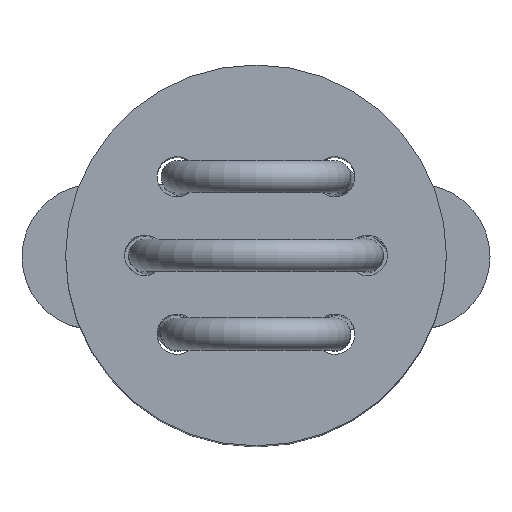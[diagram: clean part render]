
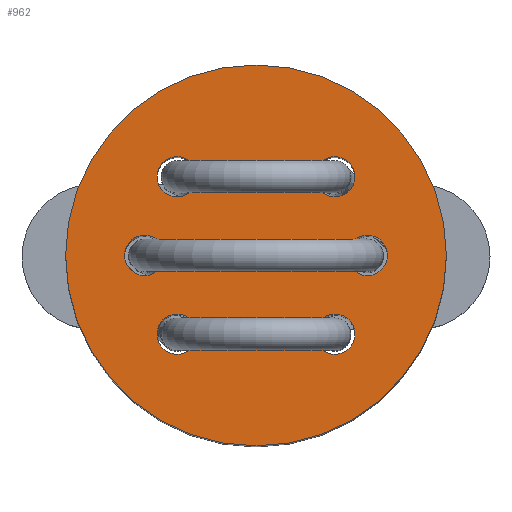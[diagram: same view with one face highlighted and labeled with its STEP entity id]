
A CAD part, top view. The second image highlights one B-rep face of the part: STEP entity #962.
In plain terms, the highlighted planar face has unit normal (0, 0, 1).
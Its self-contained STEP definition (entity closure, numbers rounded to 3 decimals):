
#798 = VERTEX_POINT('',#799);
#799 = CARTESIAN_POINT('',(1.076,1.015,13.904));
#805 = EDGE_CURVE('',#806,#798,#808,.T.);
#806 = VERTEX_POINT('',#807);
#807 = CARTESIAN_POINT('',(1.525,1.464,13.904));
#808 = CIRCLE('',#809,0.318);
#809 = AXIS2_PLACEMENT_3D('',#810,#811,#812);
#810 = CARTESIAN_POINT('',(1.301,1.239,13.904));
#811 = DIRECTION('',(0.,0.,1.));
#812 = DIRECTION('',(-0.707,-0.707,0.));
#814 = EDGE_CURVE('',#798,#806,#815,.T.);
#815 = CIRCLE('',#816,0.318);
#816 = AXIS2_PLACEMENT_3D('',#817,#818,#819);
#817 = CARTESIAN_POINT('',(1.301,1.239,13.904));
#818 = DIRECTION('',(0.,0.,1.));
#819 = DIRECTION('',(-0.707,-0.707,0.));
#931 = EDGE_CURVE('',#932,#934,#936,.T.);
#932 = VERTEX_POINT('',#933);
#933 = CARTESIAN_POINT('',(2.54,2.997,13.904));
#934 = VERTEX_POINT('',#935);
#935 = CARTESIAN_POINT('',(2.54,-2.997,13.904));
#936 = CIRCLE('',#937,2.997);
#937 = AXIS2_PLACEMENT_3D('',#938,#939,#940);
#938 = CARTESIAN_POINT('',(2.54,0.,13.904));
#939 = DIRECTION('',(0.,-0.,1.));
#940 = DIRECTION('',(0.,1.,0.));
#942 = EDGE_CURVE('',#934,#932,#943,.T.);
#943 = CIRCLE('',#944,2.997);
#944 = AXIS2_PLACEMENT_3D('',#945,#946,#947);
#945 = CARTESIAN_POINT('',(2.54,0.,13.904));
#946 = DIRECTION('',(0.,-0.,1.));
#947 = DIRECTION('',(0.,1.,0.));
#962 = ADVANCED_FACE('',(#963,#967,#978,#989,#1000,#1011,#1022),#1026,
  .T.);
#963 = FACE_BOUND('',#964,.T.);
#964 = EDGE_LOOP('',(#965,#966));
#965 = ORIENTED_EDGE('',*,*,#931,.T.);
#966 = ORIENTED_EDGE('',*,*,#942,.T.);
#967 = FACE_BOUND('',#968,.T.);
#968 = EDGE_LOOP('',(#969));
#969 = ORIENTED_EDGE('',*,*,#970,.F.);
#970 = EDGE_CURVE('',#971,#971,#973,.T.);
#971 = VERTEX_POINT('',#972);
#972 = CARTESIAN_POINT('',(0.787,-0.318,13.904));
#973 = CIRCLE('',#974,0.318);
#974 = AXIS2_PLACEMENT_3D('',#975,#976,#977);
#975 = CARTESIAN_POINT('',(0.787,0.,13.904));
#976 = DIRECTION('',(0.,-0.,1.));
#977 = DIRECTION('',(0.,1.,0.));
#978 = FACE_BOUND('',#979,.T.);
#979 = EDGE_LOOP('',(#980));
#980 = ORIENTED_EDGE('',*,*,#981,.F.);
#981 = EDGE_CURVE('',#982,#982,#984,.T.);
#982 = VERTEX_POINT('',#983);
#983 = CARTESIAN_POINT('',(1.525,-1.464,13.904));
#984 = CIRCLE('',#985,0.318);
#985 = AXIS2_PLACEMENT_3D('',#986,#987,#988);
#986 = CARTESIAN_POINT('',(1.301,-1.239,13.904));
#987 = DIRECTION('',(0.,0.,1.));
#988 = DIRECTION('',(-0.707,0.707,0.));
#989 = FACE_BOUND('',#990,.T.);
#990 = EDGE_LOOP('',(#991));
#991 = ORIENTED_EDGE('',*,*,#992,.F.);
#992 = EDGE_CURVE('',#993,#993,#995,.T.);
#993 = VERTEX_POINT('',#994);
#994 = CARTESIAN_POINT('',(4.004,-1.015,13.904));
#995 = CIRCLE('',#996,0.318);
#996 = AXIS2_PLACEMENT_3D('',#997,#998,#999);
#997 = CARTESIAN_POINT('',(3.779,-1.239,13.904));
#998 = DIRECTION('',(0.,0.,1.));
#999 = DIRECTION('',(-0.707,-0.707,0.));
#1000 = FACE_BOUND('',#1001,.T.);
#1001 = EDGE_LOOP('',(#1002));
#1002 = ORIENTED_EDGE('',*,*,#1003,.F.);
#1003 = EDGE_CURVE('',#1004,#1004,#1006,.T.);
#1004 = VERTEX_POINT('',#1005);
#1005 = CARTESIAN_POINT('',(4.293,0.317,13.904));
#1006 = CIRCLE('',#1007,0.318);
#1007 = AXIS2_PLACEMENT_3D('',#1008,#1009,#1010);
#1008 = CARTESIAN_POINT('',(4.293,0.,13.904)
  );
#1009 = DIRECTION('',(0.,0.,1.));
#1010 = DIRECTION('',(0.,-1.,0.));
#1011 = FACE_BOUND('',#1012,.T.);
#1012 = EDGE_LOOP('',(#1013));
#1013 = ORIENTED_EDGE('',*,*,#1014,.F.);
#1014 = EDGE_CURVE('',#1015,#1015,#1017,.T.);
#1015 = VERTEX_POINT('',#1016);
#1016 = CARTESIAN_POINT('',(3.555,1.464,13.904));
#1017 = CIRCLE('',#1018,0.318);
#1018 = AXIS2_PLACEMENT_3D('',#1019,#1020,#1021);
#1019 = CARTESIAN_POINT('',(3.779,1.239,13.904));
#1020 = DIRECTION('',(-0.,0.,1.));
#1021 = DIRECTION('',(0.707,-0.707,0.));
#1022 = FACE_BOUND('',#1023,.T.);
#1023 = EDGE_LOOP('',(#1024,#1025));
#1024 = ORIENTED_EDGE('',*,*,#805,.F.);
#1025 = ORIENTED_EDGE('',*,*,#814,.F.);
#1026 = PLANE('',#1027);
#1027 = AXIS2_PLACEMENT_3D('',#1028,#1029,#1030);
#1028 = CARTESIAN_POINT('',(2.54,0.,13.904)
  );
#1029 = DIRECTION('',(0.,0.,1.));
#1030 = DIRECTION('',(0.,1.,0.));
